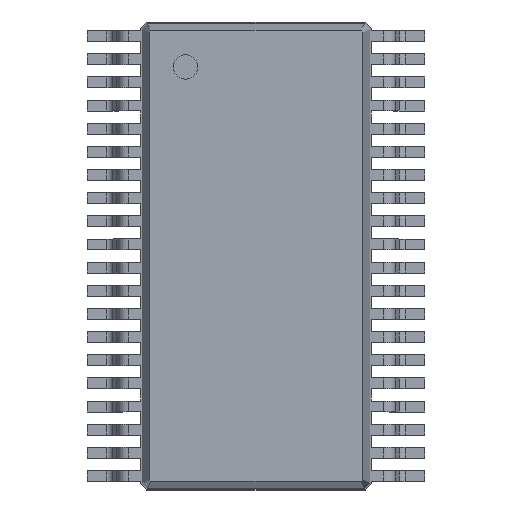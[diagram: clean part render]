
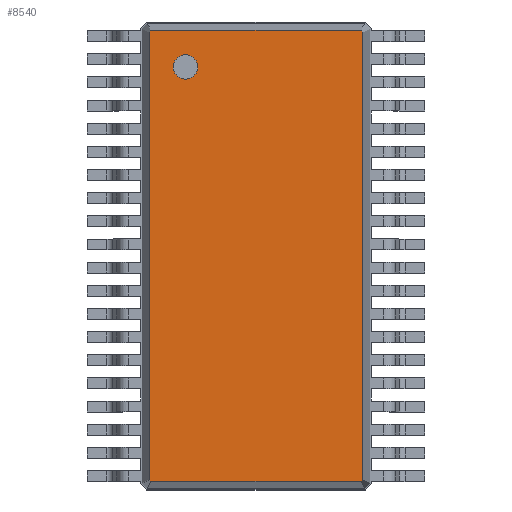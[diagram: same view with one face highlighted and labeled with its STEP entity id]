
A CAD part, top view. The second image highlights one B-rep face of the part: STEP entity #8540.
In plain terms, the highlighted planar face has unit normal (0, 0, 1).
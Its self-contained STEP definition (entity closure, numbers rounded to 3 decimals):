
#13=DIRECTION('',(0.,0.,1.));
#27=VECTOR('',#28,1.);
#28=DIRECTION('',(1.,0.,0.));
#51=VECTOR('',#52,1.);
#52=DIRECTION('',(0.707,-0.707,0.));
#58=VECTOR('',#59,1.);
#59=DIRECTION('',(0.,-1.,0.));
#65=VECTOR('',#66,1.);
#66=DIRECTION('',(-0.707,-0.707,0.));
#72=VECTOR('',#73,1.);
#73=DIRECTION('',(-1.,0.,0.));
#79=VECTOR('',#80,1.);
#80=DIRECTION('',(-0.707,0.707,0.));
#86=VECTOR('',#87,1.);
#87=DIRECTION('',(0.,1.,0.));
#91=VECTOR('',#92,1.);
#92=DIRECTION('',(0.707,0.707,0.));
#2425=VERTEX_POINT('',#2426);
#2426=CARTESIAN_POINT('',(-3.519,7.36,2.55));
#2428=ORIENTED_EDGE('',*,*,#2429,.F.);
#2429=EDGE_CURVE('',#2430,#2425,#2432,.T.);
#2430=VERTEX_POINT('',#2431);
#2431=CARTESIAN_POINT('',(-3.519,-7.36,2.55));
#2432=LINE('',#2431,#86);
#2443=VERTEX_POINT('',#2444);
#2444=CARTESIAN_POINT('',(-3.46,7.419,2.55));
#2446=ORIENTED_EDGE('',*,*,#2447,.F.);
#2447=EDGE_CURVE('',#2425,#2443,#2448,.T.);
#2448=LINE('',#2426,#91);
#2457=VERTEX_POINT('',#2458);
#2458=CARTESIAN_POINT('',(3.46,7.419,2.55));
#2460=ORIENTED_EDGE('',*,*,#2461,.F.);
#2461=EDGE_CURVE('',#2443,#2457,#2462,.T.);
#2462=LINE('',#2444,#27);
#2471=VERTEX_POINT('',#2472);
#2472=CARTESIAN_POINT('',(3.519,7.36,2.55));
#2474=ORIENTED_EDGE('',*,*,#2475,.F.);
#2475=EDGE_CURVE('',#2457,#2471,#2476,.T.);
#2476=LINE('',#2458,#51);
#2645=VERTEX_POINT('',#2646);
#2646=CARTESIAN_POINT('',(3.519,-7.36,2.55));
#2648=ORIENTED_EDGE('',*,*,#2649,.F.);
#2649=EDGE_CURVE('',#2471,#2645,#2650,.T.);
#2650=LINE('',#2472,#58);
#8540=ADVANCED_FACE('',(#8541,#8556),#8566,.T.);
#8541=FACE_BOUND('',#8542,.T.);
#8542=EDGE_LOOP('',(#2460,#2446,#2428,#8543,#8548,#8553,#2648,#2474));
#8543=ORIENTED_EDGE('',*,*,#8544,.F.);
#8544=EDGE_CURVE('',#8545,#2430,#8547,.T.);
#8545=VERTEX_POINT('',#8546);
#8546=CARTESIAN_POINT('',(-3.46,-7.419,2.55));
#8547=LINE('',#8546,#79);
#8548=ORIENTED_EDGE('',*,*,#8549,.F.);
#8549=EDGE_CURVE('',#8550,#8545,#8552,.T.);
#8550=VERTEX_POINT('',#8551);
#8551=CARTESIAN_POINT('',(3.46,-7.419,2.55));
#8552=LINE('',#8551,#72);
#8553=ORIENTED_EDGE('',*,*,#8554,.F.);
#8554=EDGE_CURVE('',#2645,#8550,#8555,.T.);
#8555=LINE('',#2646,#65);
#8556=FACE_BOUND('',#8557,.T.);
#8557=EDGE_LOOP('',(#8558));
#8558=ORIENTED_EDGE('',*,*,#8559,.T.);
#8559=EDGE_CURVE('',#8560,#8560,#8562,.T.);
#8560=VERTEX_POINT('',#8561);
#8561=CARTESIAN_POINT('',(-2.319,5.819,2.55));
#8562=CIRCLE('',#8563,0.4);
#8563=AXIS2_PLACEMENT_3D('',#8564,#8565,#59);
#8564=CARTESIAN_POINT('',(-2.319,6.219,2.55));
#8565=DIRECTION('',(0.,-0.,-1.));
#8566=PLANE('',#8567);
#8567=AXIS2_PLACEMENT_3D('',#2444,#13,#8568);
#8568=DIRECTION('',(0.423,-0.906,0.));
